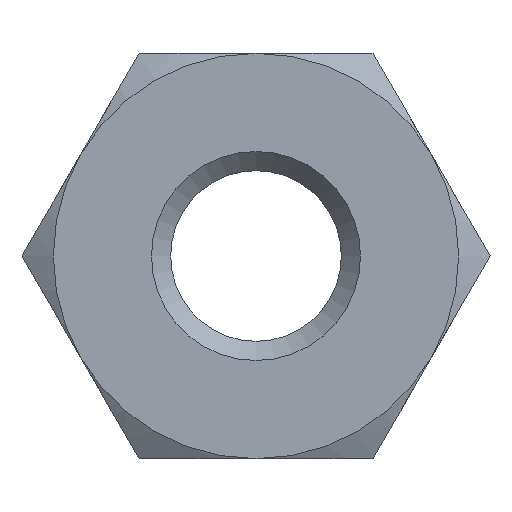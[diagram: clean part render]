
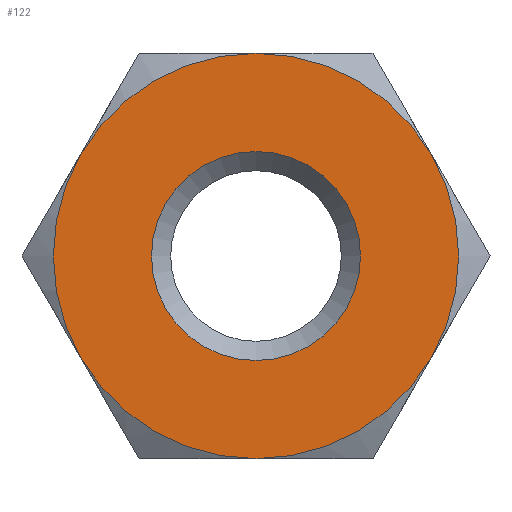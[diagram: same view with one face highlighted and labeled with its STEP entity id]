
A CAD part, front view. The second image highlights one B-rep face of the part: STEP entity #122.
In plain terms, the highlighted planar face has unit normal (0, -1, 0).
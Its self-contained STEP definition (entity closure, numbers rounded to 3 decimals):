
#26 = AXIS2_PLACEMENT_3D ( 'NONE', #410, #414, #406 ) ;
#49 = AXIS2_PLACEMENT_3D ( 'NONE', #180, #179, #158 ) ;
#53 = AXIS2_PLACEMENT_3D ( 'NONE', #330, #329, #328 ) ;
#54 = AXIS2_PLACEMENT_3D ( 'NONE', #346, #338, #336 ) ;
#55 = AXIS2_PLACEMENT_3D ( 'NONE', #350, #349, #348 ) ;
#56 = AXIS2_PLACEMENT_3D ( 'NONE', #363, #359, #298 ) ;
#57 = AXIS2_PLACEMENT_3D ( 'NONE', #378, #382, #377 ) ;
#61 = AXIS2_PLACEMENT_3D ( 'NONE', #411, #395, #389 ) ;
#65 = EDGE_CURVE ( 'NONE', #737, #496, #714, .T. ) ;
#66 = EDGE_CURVE ( 'NONE', #496, #499, #727, .T. ) ;
#67 = EDGE_CURVE ( 'NONE', #499, #739, #718, .T. ) ;
#68 = EDGE_CURVE ( 'NONE', #739, #579, #716, .T. ) ;
#69 = EDGE_CURVE ( 'NONE', #579, #493, #710, .T. ) ;
#70 = EDGE_CURVE ( 'NONE', #493, #737, #711, .T. ) ;
#80 = EDGE_CURVE ( 'NONE', #597, #597, #741, .T. ) ;
#122 = ADVANCED_FACE ( 'NONE', ( #675, #652 ), #408, .T. ) ;
#158 = DIRECTION ( 'NONE',  ( 0., 0., -1. ) ) ;
#179 = DIRECTION ( 'NONE',  ( 0., -1., 0. ) ) ;
#180 = CARTESIAN_POINT ( 'NONE',  ( 0., 0., 0. ) ) ;
#255 = CARTESIAN_POINT ( 'NONE',  ( 0., 0., -4.9 ) ) ;
#266 = CARTESIAN_POINT ( 'NONE',  ( 0., 0., -9.5 ) ) ;
#268 = CARTESIAN_POINT ( 'NONE',  ( 0., 0., 9.5 ) ) ;
#298 = DIRECTION ( 'NONE',  ( 0., 0., 1. ) ) ;
#307 = CARTESIAN_POINT ( 'NONE',  ( -8.227, 0., 4.75 ) ) ;
#326 = CARTESIAN_POINT ( 'NONE',  ( 8.227, 0., 4.75 ) ) ;
#328 = DIRECTION ( 'NONE',  ( 0., 0., 1. ) ) ;
#329 = DIRECTION ( 'NONE',  ( 0., -1., 0. ) ) ;
#330 = CARTESIAN_POINT ( 'NONE',  ( 0., 0., 0. ) ) ;
#333 = CARTESIAN_POINT ( 'NONE',  ( 8.227, 0., -4.75 ) ) ;
#336 = DIRECTION ( 'NONE',  ( 0., 0., 1. ) ) ;
#337 = CARTESIAN_POINT ( 'NONE',  ( -8.227, 0., -4.75 ) ) ;
#338 = DIRECTION ( 'NONE',  ( 0., -1., 0. ) ) ;
#346 = CARTESIAN_POINT ( 'NONE',  ( 0., 0., 0. ) ) ;
#348 = DIRECTION ( 'NONE',  ( 0., 0., 1. ) ) ;
#349 = DIRECTION ( 'NONE',  ( 0., -1., 0. ) ) ;
#350 = CARTESIAN_POINT ( 'NONE',  ( 0., 0., 0. ) ) ;
#359 = DIRECTION ( 'NONE',  ( 0., -1., 0. ) ) ;
#363 = CARTESIAN_POINT ( 'NONE',  ( 0., 0., 0. ) ) ;
#377 = DIRECTION ( 'NONE',  ( 0., 0., 1. ) ) ;
#378 = CARTESIAN_POINT ( 'NONE',  ( 0., 0., 0. ) ) ;
#382 = DIRECTION ( 'NONE',  ( 0., -1., 0. ) ) ;
#389 = DIRECTION ( 'NONE',  ( 0., 0., 1. ) ) ;
#395 = DIRECTION ( 'NONE',  ( 0., -1., 0. ) ) ;
#406 = DIRECTION ( 'NONE',  ( 0., 0., -1. ) ) ;
#408 = PLANE ( 'NONE',  #26 ) ;
#410 = CARTESIAN_POINT ( 'NONE',  ( -9.614, 0., 9.614 ) ) ;
#411 = CARTESIAN_POINT ( 'NONE',  ( 0., 0., 0. ) ) ;
#414 = DIRECTION ( 'NONE',  ( 0., -1., 0. ) ) ;
#493 = VERTEX_POINT ( 'NONE', #337 ) ;
#496 = VERTEX_POINT ( 'NONE', #333 ) ;
#499 = VERTEX_POINT ( 'NONE', #326 ) ;
#516 = EDGE_LOOP ( 'NONE', ( #567, #562, #719, #571, #745, #677 ) ) ;
#521 = EDGE_LOOP ( 'NONE', ( #564 ) ) ;
#562 = ORIENTED_EDGE ( 'NONE', *, *, #70, .T. ) ;
#564 = ORIENTED_EDGE ( 'NONE', *, *, #80, .F. ) ;
#567 = ORIENTED_EDGE ( 'NONE', *, *, #69, .T. ) ;
#571 = ORIENTED_EDGE ( 'NONE', *, *, #66, .T. ) ;
#579 = VERTEX_POINT ( 'NONE', #307 ) ;
#597 = VERTEX_POINT ( 'NONE', #255 ) ;
#652 = FACE_OUTER_BOUND ( 'NONE', #516, .T. ) ;
#675 = FACE_BOUND ( 'NONE', #521, .T. ) ;
#677 = ORIENTED_EDGE ( 'NONE', *, *, #68, .T. ) ;
#710 = CIRCLE ( 'NONE', #54, 9.5 ) ;
#711 = CIRCLE ( 'NONE', #53, 9.5 ) ;
#714 = CIRCLE ( 'NONE', #61, 9.5 ) ;
#716 = CIRCLE ( 'NONE', #55, 9.5 ) ;
#718 = CIRCLE ( 'NONE', #56, 9.5 ) ;
#719 = ORIENTED_EDGE ( 'NONE', *, *, #65, .T. ) ;
#727 = CIRCLE ( 'NONE', #57, 9.5 ) ;
#737 = VERTEX_POINT ( 'NONE', #266 ) ;
#739 = VERTEX_POINT ( 'NONE', #268 ) ;
#741 = CIRCLE ( 'NONE', #49, 4.9 ) ;
#745 = ORIENTED_EDGE ( 'NONE', *, *, #67, .T. ) ;
